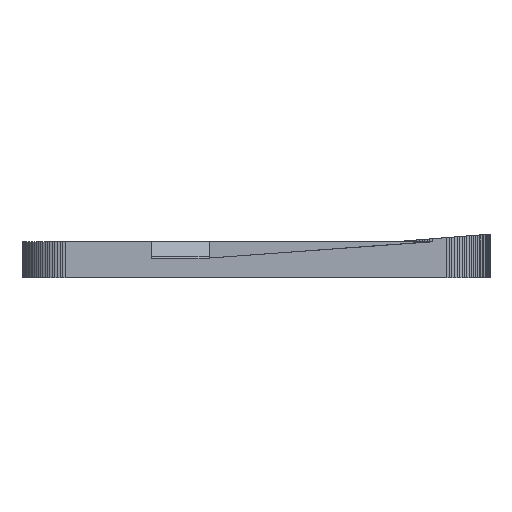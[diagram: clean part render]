
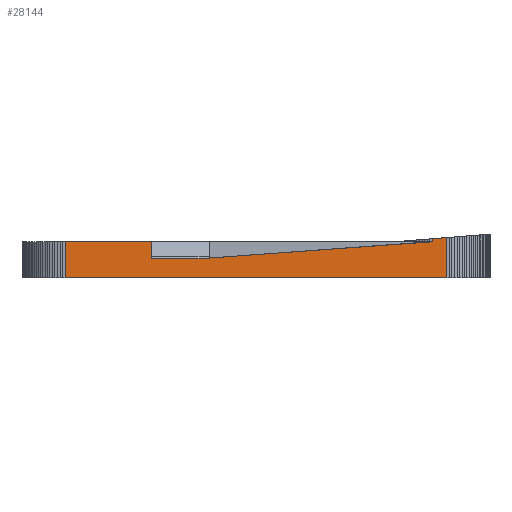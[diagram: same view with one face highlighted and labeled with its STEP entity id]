
A CAD part, left-side view. The second image highlights one B-rep face of the part: STEP entity #28144.
In plain terms, the highlighted planar face has unit normal (-1, 0, 0).
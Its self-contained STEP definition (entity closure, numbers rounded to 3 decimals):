
#536=FACE_OUTER_BOUND('',#2236,.T.);
#2236=EDGE_LOOP('',(#20726,#20727,#20728,#20729,#20730,#20731,#20732,#20733,
#20734));
#4267=LINE('',#40175,#8298);
#5590=LINE('',#42773,#9621);
#5591=LINE('',#42775,#9622);
#5592=LINE('',#42777,#9623);
#5593=LINE('',#42779,#9624);
#5594=LINE('',#42781,#9625);
#5595=LINE('',#42782,#9626);
#5596=LINE('',#42784,#9627);
#5597=LINE('',#42785,#9628);
#8298=VECTOR('',#32353,11.95);
#9621=VECTOR('',#34168,5.58);
#9622=VECTOR('',#34169,2.006);
#9623=VECTOR('',#34170,0.42);
#9624=VECTOR('',#34171,31.032);
#9625=VECTOR('',#34172,8.);
#9626=VECTOR('',#34173,2.25);
#9627=VECTOR('',#34174,5.);
#9628=VECTOR('',#34175,52.9);
#12167=VERTEX_POINT('',#40172);
#12168=VERTEX_POINT('',#40174);
#13196=VERTEX_POINT('',#42771);
#13197=VERTEX_POINT('',#42772);
#13198=VERTEX_POINT('',#42774);
#13199=VERTEX_POINT('',#42776);
#13200=VERTEX_POINT('',#42778);
#13201=VERTEX_POINT('',#42780);
#13202=VERTEX_POINT('',#42783);
#14692=EDGE_CURVE('',#12168,#12167,#4267,.T.);
#16015=EDGE_CURVE('',#13196,#13197,#5590,.T.);
#16016=EDGE_CURVE('',#13197,#13198,#5591,.T.);
#16017=EDGE_CURVE('',#13199,#13198,#5592,.T.);
#16018=EDGE_CURVE('',#13199,#13200,#5593,.T.);
#16019=EDGE_CURVE('',#13200,#13201,#5594,.T.);
#16020=EDGE_CURVE('',#13201,#12168,#5595,.T.);
#16021=EDGE_CURVE('',#13202,#12167,#5596,.T.);
#16022=EDGE_CURVE('',#13196,#13202,#5597,.T.);
#20726=ORIENTED_EDGE('',*,*,#16015,.T.);
#20727=ORIENTED_EDGE('',*,*,#16016,.T.);
#20728=ORIENTED_EDGE('',*,*,#16017,.F.);
#20729=ORIENTED_EDGE('',*,*,#16018,.T.);
#20730=ORIENTED_EDGE('',*,*,#16019,.T.);
#20731=ORIENTED_EDGE('',*,*,#16020,.T.);
#20732=ORIENTED_EDGE('',*,*,#14692,.T.);
#20733=ORIENTED_EDGE('',*,*,#16021,.F.);
#20734=ORIENTED_EDGE('',*,*,#16022,.F.);
#26456=PLANE('',#29834);
#28144=ADVANCED_FACE('',(#536),#26456,.T.);
#29834=AXIS2_PLACEMENT_3D('',#42770,#34166,#34167);
#32353=DIRECTION('',(0.,1.,0.));
#34166=DIRECTION('center_axis',(-1.,0.,0.));
#34167=DIRECTION('ref_axis',(0.,0.,1.));
#34168=DIRECTION('',(0.,0.,1.));
#34169=DIRECTION('',(0.,0.997,-0.08));
#34170=DIRECTION('',(0.,0.,1.));
#34171=DIRECTION('',(0.,0.997,-0.073));
#34172=DIRECTION('',(0.,1.,0.));
#34173=DIRECTION('',(0.,0.,1.));
#34174=DIRECTION('',(0.,0.,1.));
#34175=DIRECTION('',(0.,1.,0.));
#40172=CARTESIAN_POINT('',(1.381,60.782,5.));
#40174=CARTESIAN_POINT('',(1.381,48.832,5.));
#40175=CARTESIAN_POINT('',(1.381,48.832,5.));
#42770=CARTESIAN_POINT('Origin',(1.381,9.882,5.42));
#42771=CARTESIAN_POINT('',(1.381,7.882,0.));
#42772=CARTESIAN_POINT('',(1.381,7.882,5.58));
#42773=CARTESIAN_POINT('',(1.381,7.882,0.));
#42774=CARTESIAN_POINT('',(1.381,9.882,5.42));
#42775=CARTESIAN_POINT('',(1.381,7.882,5.58));
#42776=CARTESIAN_POINT('',(1.381,9.882,5.));
#42777=CARTESIAN_POINT('',(1.381,9.882,5.));
#42778=CARTESIAN_POINT('',(1.381,40.832,2.75));
#42779=CARTESIAN_POINT('',(1.381,9.882,5.));
#42780=CARTESIAN_POINT('',(1.381,48.832,2.75));
#42781=CARTESIAN_POINT('',(1.381,40.832,2.75));
#42782=CARTESIAN_POINT('',(1.381,48.832,2.75));
#42783=CARTESIAN_POINT('',(1.381,60.782,0.));
#42784=CARTESIAN_POINT('',(1.381,60.782,0.));
#42785=CARTESIAN_POINT('',(1.381,7.882,0.));
